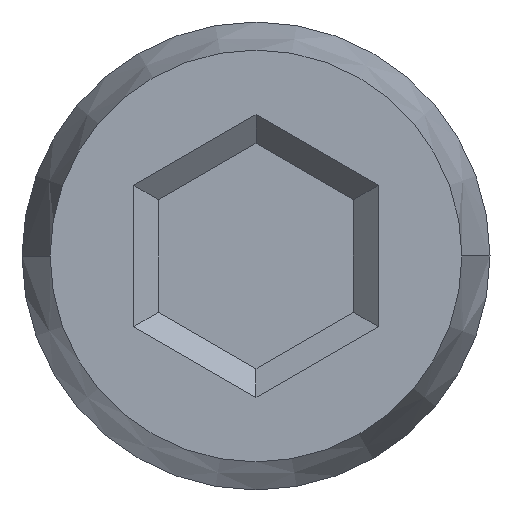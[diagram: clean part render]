
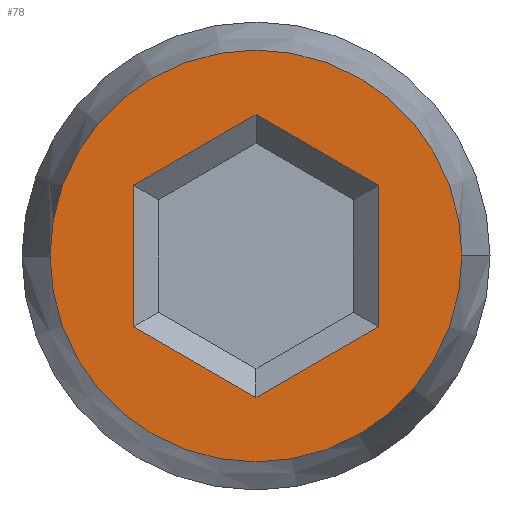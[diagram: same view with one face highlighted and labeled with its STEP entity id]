
A CAD part, left-side view. The second image highlights one B-rep face of the part: STEP entity #78.
In plain terms, the highlighted planar face has unit normal (-1, 0, 0).
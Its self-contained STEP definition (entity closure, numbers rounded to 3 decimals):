
#33 = EDGE_CURVE ( 'NONE', #163, #161, #386, .T. ) ;
#54 = ORIENTED_EDGE ( 'NONE', *, *, #55, .F. ) ;
#55 = EDGE_CURVE ( 'NONE', #249, #248, #452, .T. ) ;
#72 = EDGE_LOOP ( 'NONE', ( #79, #162, #160, #169, #159, #184 ) ) ;
#78 = ADVANCED_FACE ( 'NONE', ( #626, #625 ), #597, .T. ) ;
#79 = ORIENTED_EDGE ( 'NONE', *, *, #80, .T. ) ;
#80 = EDGE_CURVE ( 'NONE', #81, #163, #585, .T. ) ;
#81 = VERTEX_POINT ( 'NONE', #498 ) ;
#133 = ORIENTED_EDGE ( 'NONE', *, *, #247, .F. ) ;
#157 = VERTEX_POINT ( 'NONE', #855 ) ;
#159 = ORIENTED_EDGE ( 'NONE', *, *, #239, .T. ) ;
#160 = ORIENTED_EDGE ( 'NONE', *, *, #172, .T. ) ;
#161 = VERTEX_POINT ( 'NONE', #854 ) ;
#162 = ORIENTED_EDGE ( 'NONE', *, *, #33, .T. ) ;
#163 = VERTEX_POINT ( 'NONE', #853 ) ;
#169 = ORIENTED_EDGE ( 'NONE', *, *, #170, .T. ) ;
#170 = EDGE_CURVE ( 'NONE', #171, #157, #830, .T. ) ;
#171 = VERTEX_POINT ( 'NONE', #705 ) ;
#172 = EDGE_CURVE ( 'NONE', #161, #171, #703, .T. ) ;
#184 = ORIENTED_EDGE ( 'NONE', *, *, #199, .T. ) ;
#185 = EDGE_LOOP ( 'NONE', ( #133, #54 ) ) ;
#198 = VERTEX_POINT ( 'NONE', #1065 ) ;
#199 = EDGE_CURVE ( 'NONE', #198, #81, #1064, .T. ) ;
#239 = EDGE_CURVE ( 'NONE', #157, #198, #961, .T. ) ;
#247 = EDGE_CURVE ( 'NONE', #248, #249, #1201, .T. ) ;
#248 = VERTEX_POINT ( 'NONE', #1142 ) ;
#249 = VERTEX_POINT ( 'NONE', #1141 ) ;
#383 = DIRECTION ( 'NONE',  ( 0., 0., 1. ) ) ;
#384 = VECTOR ( 'NONE', #383, 1000. ) ;
#385 = CARTESIAN_POINT ( 'NONE',  ( -4.779, 2.722, -0.119 ) ) ;
#386 = LINE ( 'NONE', #385, #384 ) ;
#448 = DIRECTION ( 'NONE',  ( 0., 1., 0. ) ) ;
#449 = DIRECTION ( 'NONE',  ( 1., 0., 0. ) ) ;
#450 = CARTESIAN_POINT ( 'NONE',  ( -4.779, 1.475, -0.692 ) ) ;
#451 = AXIS2_PLACEMENT_3D ( 'NONE', #450, #449, #448 ) ;
#452 = CIRCLE ( 'NONE', #451, 2.096 ) ;
#498 = CARTESIAN_POINT ( 'NONE',  ( -4.779, 1.475, -2.131 ) ) ;
#499 = DIRECTION ( 'NONE',  ( 0., 0.866, 0.5 ) ) ;
#500 = VECTOR ( 'NONE', #499, 1000. ) ;
#507 = CARTESIAN_POINT ( 'NONE',  ( -4.779, 1.475, -0.692 ) ) ;
#508 = AXIS2_PLACEMENT_3D ( 'NONE', #507, #587, #586 ) ;
#584 = CARTESIAN_POINT ( 'NONE',  ( -4.779, 2.595, -1.485 ) ) ;
#585 = LINE ( 'NONE', #584, #500 ) ;
#586 = DIRECTION ( 'NONE',  ( 0., -1., 0. ) ) ;
#587 = DIRECTION ( 'NONE',  ( -1., 0., 0. ) ) ;
#597 = PLANE ( 'NONE',  #508 ) ;
#625 = FACE_OUTER_BOUND ( 'NONE', #185, .T. ) ;
#626 = FACE_BOUND ( 'NONE', #72, .T. ) ;
#700 = DIRECTION ( 'NONE',  ( 0., -0.866, 0.5 ) ) ;
#701 = VECTOR ( 'NONE', #700, 1000. ) ;
#702 = CARTESIAN_POINT ( 'NONE',  ( -4.779, 1.602, 0.673 ) ) ;
#703 = LINE ( 'NONE', #702, #701 ) ;
#705 = CARTESIAN_POINT ( 'NONE',  ( -4.779, 1.475, 0.747 ) ) ;
#706 = DIRECTION ( 'NONE',  ( 0., -0.866, -0.5 ) ) ;
#707 = VECTOR ( 'NONE', #706, 1000. ) ;
#708 = CARTESIAN_POINT ( 'NONE',  ( -4.779, 0.356, 0.101 ) ) ;
#830 = LINE ( 'NONE', #708, #707 ) ;
#853 = CARTESIAN_POINT ( 'NONE',  ( -4.779, 2.722, -1.412 ) ) ;
#854 = CARTESIAN_POINT ( 'NONE',  ( -4.779, 2.722, 0.027 ) ) ;
#855 = CARTESIAN_POINT ( 'NONE',  ( -4.779, 0.229, 0.027 ) ) ;
#958 = DIRECTION ( 'NONE',  ( 0., 0., -1. ) ) ;
#959 = VECTOR ( 'NONE', #958, 1000. ) ;
#960 = CARTESIAN_POINT ( 'NONE',  ( -4.779, 0.229, -1.265 ) ) ;
#961 = LINE ( 'NONE', #960, #959 ) ;
#1061 = DIRECTION ( 'NONE',  ( 0., 0.866, -0.5 ) ) ;
#1062 = VECTOR ( 'NONE', #1061, 1000. ) ;
#1063 = CARTESIAN_POINT ( 'NONE',  ( -4.779, 1.348, -2.058 ) ) ;
#1064 = LINE ( 'NONE', #1063, #1062 ) ;
#1065 = CARTESIAN_POINT ( 'NONE',  ( -4.779, 0.229, -1.412 ) ) ;
#1141 = CARTESIAN_POINT ( 'NONE',  ( -4.779, -0.62, -0.692 ) ) ;
#1142 = CARTESIAN_POINT ( 'NONE',  ( -4.779, 3.571, -0.692 ) ) ;
#1143 = DIRECTION ( 'NONE',  ( 0., 1., 0. ) ) ;
#1198 = DIRECTION ( 'NONE',  ( 1., 0., 0. ) ) ;
#1199 = CARTESIAN_POINT ( 'NONE',  ( -4.779, 1.475, -0.692 ) ) ;
#1200 = AXIS2_PLACEMENT_3D ( 'NONE', #1199, #1198, #1143 ) ;
#1201 = CIRCLE ( 'NONE', #1200, 2.096 ) ;
